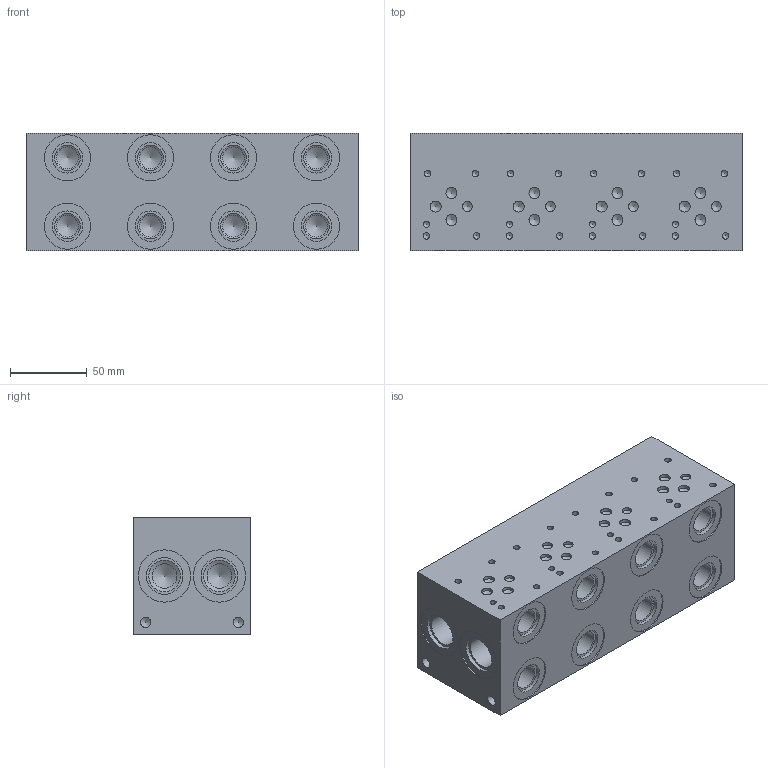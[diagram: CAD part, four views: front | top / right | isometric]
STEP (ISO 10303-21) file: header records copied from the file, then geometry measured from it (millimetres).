
FILE_DESCRIPTION((''),'2;1');
FILE_NAME('AD03P042M.stp','2014-05-06T15:21:07',('juliea'),(''),'Autodesk Inventor 2012','Autodesk Inventor 2012','');
FILE_SCHEMA(('AUTOMOTIVE_DESIGN { 1 0 10303 214 1 1 1 1 }'));
Length unit declared in the file: millimetre
Products named in the file (1): AD03P042M
Bounding box: 215.9 x 76.2 x 76.2 mm (x, y, z)
Volume: 1167242.9 mm3; surface area: 100071.7 mm2
Topology: 1 solids, 1 shells, 182 faces, 392 edges, 236 vertices
Faces by surface type: cylinder 88, cone 64, plane 30
Full cylindrical faces by diameter (mm): 3.962 x4, 4.216 x16, 6.35 x4, 6.756 x4, 7.137 x12, 14.275 x8, 15.875 x4, 16.535 x8, 19.812 x8, 20.523 x4, 23.8 x4, 29.997 x8, 33.985 x4
Entity records: 3702 total; most frequent: DIRECTION 730, CARTESIAN_POINT 555, ORIENTED_EDGE 376, AXIS2_PLACEMENT_3D 359, EDGE_LOOP 358, EDGE_CURVE 188, VERTEX_POINT 184, FACE_OUTER_BOUND 182
